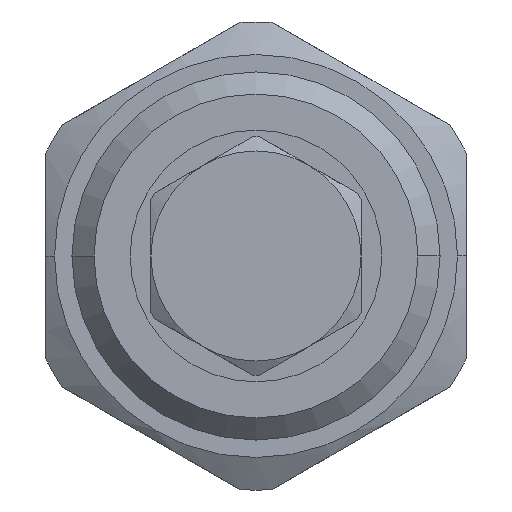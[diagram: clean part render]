
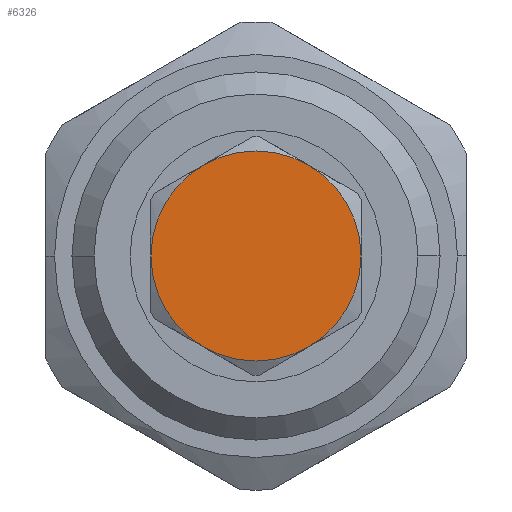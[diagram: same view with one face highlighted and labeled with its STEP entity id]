
A CAD part, left-side view. The second image highlights one B-rep face of the part: STEP entity #6326.
In plain terms, the highlighted planar face has unit normal (-1, 0, 0).
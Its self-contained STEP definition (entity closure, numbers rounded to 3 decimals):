
#316 = CARTESIAN_POINT ( 'NONE',  ( -8.53, 0., 0. ) ) ;
#317 = DIRECTION ( 'NONE',  ( -1., 0., 0. ) ) ;
#318 = DIRECTION ( 'NONE',  ( 0., 1., 0. ) ) ;
#391 = CARTESIAN_POINT ( 'NONE',  ( -8.53, 0., 0. ) ) ;
#392 = DIRECTION ( 'NONE',  ( -1., 0., 0. ) ) ;
#393 = DIRECTION ( 'NONE',  ( 0., 1., 0. ) ) ;
#670 = CARTESIAN_POINT ( 'NONE',  ( -8.53, 0., 0. ) ) ;
#671 = DIRECTION ( 'NONE',  ( -1., 0., 0. ) ) ;
#672 = DIRECTION ( 'NONE',  ( 0., 1., 0. ) ) ;
#765 = CARTESIAN_POINT ( 'NONE',  ( -8.53, -3.567, 6.179 ) ) ;
#783 = CARTESIAN_POINT ( 'NONE',  ( -8.53, 7.135, 0. ) ) ;
#802 = CARTESIAN_POINT ( 'NONE',  ( -8.53, -7.135, 0. ) ) ;
#815 = CARTESIAN_POINT ( 'NONE',  ( -8.53, 3.567, -6.179 ) ) ;
#1223 = AXIS2_PLACEMENT_3D ( 'NONE', #3096, #3095, #3094 ) ;
#2639 = ORIENTED_EDGE ( 'NONE', *, *, #15519, .T. ) ;
#2801 = ORIENTED_EDGE ( 'NONE', *, *, #15608, .T. ) ;
#2849 = ORIENTED_EDGE ( 'NONE', *, *, #15534, .T. ) ;
#2854 = ORIENTED_EDGE ( 'NONE', *, *, #15673, .T. ) ;
#3053 = ORIENTED_EDGE ( 'NONE', *, *, #15531, .T. ) ;
#3058 = ORIENTED_EDGE ( 'NONE', *, *, #15621, .T. ) ;
#3094 = DIRECTION ( 'NONE',  ( 0., 1., 0. ) ) ;
#3095 = DIRECTION ( 'NONE',  ( -1., 0., 0. ) ) ;
#3096 = CARTESIAN_POINT ( 'NONE',  ( -8.53, 0., -8.1 ) ) ;
#3200 = FACE_OUTER_BOUND ( 'NONE', #13742, .T. ) ;
#6326 = ADVANCED_FACE ( 'NONE', ( #3200 ), #19587, .T. ) ;
#7164 = CIRCLE ( 'NONE', #8078, 7.135 ) ;
#7174 = CIRCLE ( 'NONE', #8035, 7.135 ) ;
#7176 = CIRCLE ( 'NONE', #8095, 7.135 ) ;
#7239 = CIRCLE ( 'NONE', #8101, 7.135 ) ;
#7247 = CIRCLE ( 'NONE', #8159, 7.135 ) ;
#7290 = CIRCLE ( 'NONE', #8093, 7.135 ) ;
#8035 = AXIS2_PLACEMENT_3D ( 'NONE', #19992, #19993, #19994 ) ;
#8078 = AXIS2_PLACEMENT_3D ( 'NONE', #19952, #19953, #19954 ) ;
#8093 = AXIS2_PLACEMENT_3D ( 'NONE', #670, #671, #672 ) ;
#8095 = AXIS2_PLACEMENT_3D ( 'NONE', #20005, #20006, #20007 ) ;
#8101 = AXIS2_PLACEMENT_3D ( 'NONE', #316, #317, #318 ) ;
#8159 = AXIS2_PLACEMENT_3D ( 'NONE', #391, #392, #393 ) ;
#13742 = EDGE_LOOP ( 'NONE', ( #2849, #3053, #2639, #3058, #2801, #2854 ) ) ;
#15519 = EDGE_CURVE ( 'NONE', #15750, #19485, #7164, .T. ) ;
#15531 = EDGE_CURVE ( 'NONE', #15717, #15750, #7174, .T. ) ;
#15534 = EDGE_CURVE ( 'NONE', #15835, #15717, #7176, .T. ) ;
#15608 = EDGE_CURVE ( 'NONE', #15737, #15697, #7239, .T. ) ;
#15621 = EDGE_CURVE ( 'NONE', #19485, #15737, #7247, .T. ) ;
#15673 = EDGE_CURVE ( 'NONE', #15697, #15835, #7290, .T. ) ;
#15697 = VERTEX_POINT ( 'NONE', #765 ) ;
#15717 = VERTEX_POINT ( 'NONE', #783 ) ;
#15737 = VERTEX_POINT ( 'NONE', #802 ) ;
#15750 = VERTEX_POINT ( 'NONE', #815 ) ;
#15835 = VERTEX_POINT ( 'NONE', #15906 ) ;
#15906 = CARTESIAN_POINT ( 'NONE',  ( -8.53, 3.568, 6.179 ) ) ;
#15959 = CARTESIAN_POINT ( 'NONE',  ( -8.53, -3.568, -6.179 ) ) ;
#19485 = VERTEX_POINT ( 'NONE', #15959 ) ;
#19587 = PLANE ( 'NONE',  #1223 ) ;
#19952 = CARTESIAN_POINT ( 'NONE',  ( -8.53, 0., 0. ) ) ;
#19953 = DIRECTION ( 'NONE',  ( -1., 0., 0. ) ) ;
#19954 = DIRECTION ( 'NONE',  ( 0., 1., 0. ) ) ;
#19992 = CARTESIAN_POINT ( 'NONE',  ( -8.53, 0., 0. ) ) ;
#19993 = DIRECTION ( 'NONE',  ( -1., 0., 0. ) ) ;
#19994 = DIRECTION ( 'NONE',  ( 0., 1., 0. ) ) ;
#20005 = CARTESIAN_POINT ( 'NONE',  ( -8.53, 0., 0. ) ) ;
#20006 = DIRECTION ( 'NONE',  ( -1., 0., 0. ) ) ;
#20007 = DIRECTION ( 'NONE',  ( 0., 1., 0. ) ) ;
